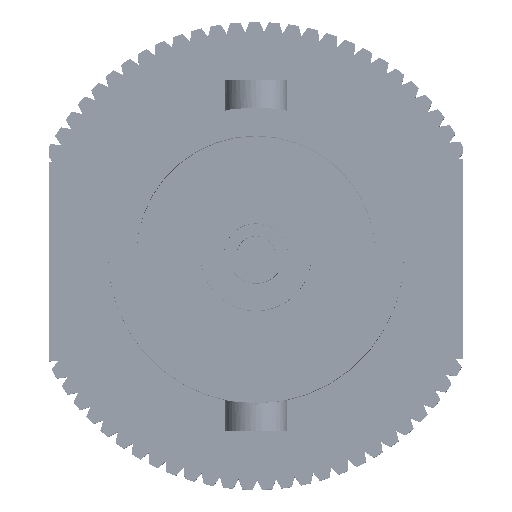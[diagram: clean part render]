
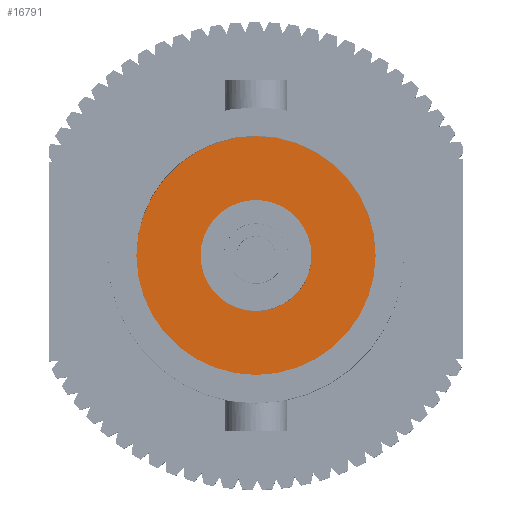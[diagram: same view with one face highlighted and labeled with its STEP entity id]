
A CAD part, top view. The second image highlights one B-rep face of the part: STEP entity #16791.
In plain terms, the highlighted planar face has unit normal (0, 0, 1).
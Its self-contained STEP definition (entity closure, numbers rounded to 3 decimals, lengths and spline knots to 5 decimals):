
#2026=FACE_BOUND('',#3053,.T.);
#2177=FACE_OUTER_BOUND('',#3052,.T.);
#3052=EDGE_LOOP('',(#10144));
#3053=EDGE_LOOP('',(#10145));
#4053=CIRCLE('',#17678,0.15349);
#4054=CIRCLE('',#17679,0.07113);
#5700=VERTEX_POINT('',#24677);
#5701=VERTEX_POINT('',#24679);
#7411=EDGE_CURVE('',#5700,#5700,#4053,.T.);
#7412=EDGE_CURVE('',#5701,#5701,#4054,.T.);
#10144=ORIENTED_EDGE('',*,*,#7411,.T.);
#10145=ORIENTED_EDGE('',*,*,#7412,.F.);
#15575=PLANE('',#17677);
#16791=ADVANCED_FACE('',(#2177,#2026),#15575,.F.);
#17677=AXIS2_PLACEMENT_3D('',#24676,#19900,#19901);
#17678=AXIS2_PLACEMENT_3D('',#24678,#19902,#19903);
#17679=AXIS2_PLACEMENT_3D('',#24680,#19904,#19905);
#19900=DIRECTION('center_axis',(0.,0.,
-1.));
#19901=DIRECTION('ref_axis',(1.,0.,0.));
#19902=DIRECTION('center_axis',(0.,0.,
1.));
#19903=DIRECTION('ref_axis',(1.,0.,0.));
#19904=DIRECTION('center_axis',(0.,0.,
1.));
#19905=DIRECTION('ref_axis',(1.,0.,0.));
#24676=CARTESIAN_POINT('Origin',(0.,0.,
-0.43));
#24677=CARTESIAN_POINT('',(-0.15349,0.,-0.43));
#24678=CARTESIAN_POINT('Origin',(0.,0.,
-0.43));
#24679=CARTESIAN_POINT('',(-0.07113,0.,-0.43));
#24680=CARTESIAN_POINT('Origin',(0.,0.,
-0.43));
